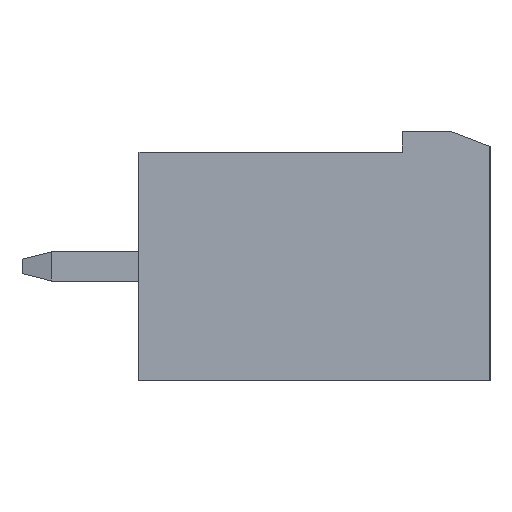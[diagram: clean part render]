
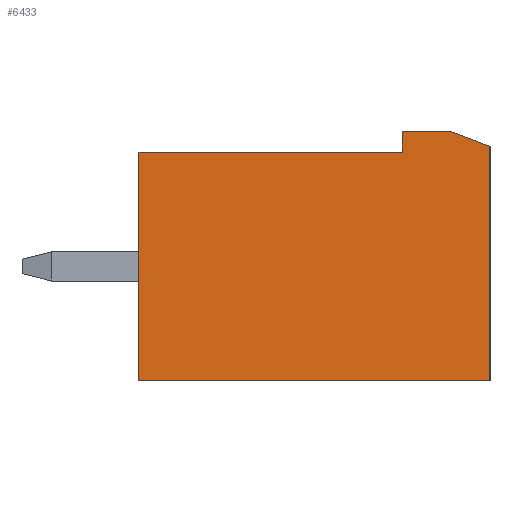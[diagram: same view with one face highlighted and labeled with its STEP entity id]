
A CAD part, left-side view. The second image highlights one B-rep face of the part: STEP entity #6433.
In plain terms, the highlighted planar face has unit normal (-1, 0, 0).
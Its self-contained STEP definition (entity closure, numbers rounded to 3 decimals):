
#18=DIRECTION('',(0.,1.,0.));
#19=VECTOR('',#18,12.);
#20=CARTESIAN_POINT('',(-0.7,0.,-3.9));
#21=LINE('',#20,#19);
#22=DIRECTION('',(0.,0.,1.));
#23=VECTOR('',#22,7.8);
#24=CARTESIAN_POINT('',(-0.7,12.,-3.9));
#25=LINE('',#24,#23);
#26=DIRECTION('',(0.,1.,0.));
#27=VECTOR('',#26,9.);
#28=CARTESIAN_POINT('',(-0.7,3.,3.9));
#29=LINE('',#28,#27);
#30=DIRECTION('',(0.,0.,-1.));
#31=VECTOR('',#30,0.7);
#32=CARTESIAN_POINT('',(-0.7,3.,4.6));
#33=LINE('',#32,#31);
#34=DIRECTION('',(0.,-1.,0.));
#35=VECTOR('',#34,1.7);
#36=CARTESIAN_POINT('',(-0.7,3.,4.6));
#37=LINE('',#36,#35);
#38=DIRECTION('',(0.,0.933,0.359));
#39=VECTOR('',#38,1.393);
#40=CARTESIAN_POINT('',(-0.7,0.,4.1));
#41=LINE('',#40,#39);
#42=DIRECTION('',(0.,0.,-1.));
#43=VECTOR('',#42,8.);
#44=CARTESIAN_POINT('',(-0.7,0.,4.1));
#45=LINE('',#44,#43);
#4972=CARTESIAN_POINT('',(-0.7,0.,-3.9));
#4973=CARTESIAN_POINT('',(-0.7,12.,-3.9));
#4974=VERTEX_POINT('',#4972);
#4975=VERTEX_POINT('',#4973);
#4976=CARTESIAN_POINT('',(-0.7,12.,3.9));
#4977=VERTEX_POINT('',#4976);
#4978=CARTESIAN_POINT('',(-0.7,3.,4.6));
#4979=CARTESIAN_POINT('',(-0.7,1.3,4.6));
#4980=VERTEX_POINT('',#4978);
#4981=VERTEX_POINT('',#4979);
#4982=CARTESIAN_POINT('',(-0.7,0.,4.1));
#4983=VERTEX_POINT('',#4982);
#4984=CARTESIAN_POINT('',(-0.7,3.,3.9));
#4985=VERTEX_POINT('',#4984);
#6412=CARTESIAN_POINT('',(-0.7,14.289,-10.05));
#6413=DIRECTION('',(-1.,0.,0.));
#6414=DIRECTION('',(0.,-1.,0.));
#6415=AXIS2_PLACEMENT_3D('',#6412,#6413,#6414);
#6416=PLANE('',#6415);
#6418=ORIENTED_EDGE('',*,*,#6417,.T.);
#6420=ORIENTED_EDGE('',*,*,#6419,.T.);
#6422=ORIENTED_EDGE('',*,*,#6421,.F.);
#6424=ORIENTED_EDGE('',*,*,#6423,.F.);
#6426=ORIENTED_EDGE('',*,*,#6425,.T.);
#6428=ORIENTED_EDGE('',*,*,#6427,.F.);
#6430=ORIENTED_EDGE('',*,*,#6429,.T.);
#6431=EDGE_LOOP('',(#6418,#6420,#6422,#6424,#6426,#6428,#6430));
#6432=FACE_OUTER_BOUND('',#6431,.F.);
#6433=ADVANCED_FACE('',(#6432),#6416,.T.);
#6417=EDGE_CURVE('',#4974,#4975,#21,.T.);
#6419=EDGE_CURVE('',#4975,#4977,#25,.T.);
#6421=EDGE_CURVE('',#4985,#4977,#29,.T.);
#6423=EDGE_CURVE('',#4980,#4985,#33,.T.);
#6425=EDGE_CURVE('',#4980,#4981,#37,.T.);
#6427=EDGE_CURVE('',#4983,#4981,#41,.T.);
#6429=EDGE_CURVE('',#4983,#4974,#45,.T.);
